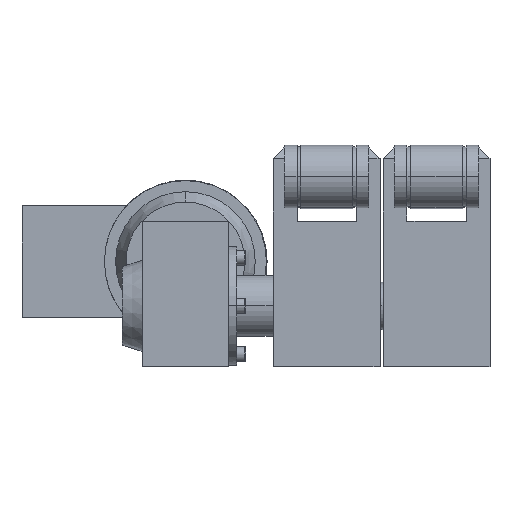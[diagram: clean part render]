
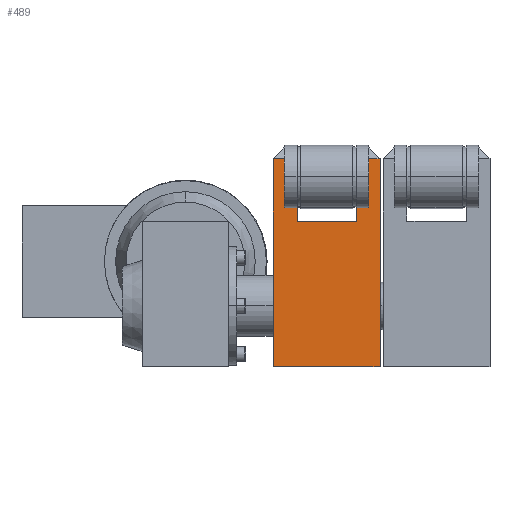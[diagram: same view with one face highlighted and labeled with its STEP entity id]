
A CAD part, top view. The second image highlights one B-rep face of the part: STEP entity #489.
In plain terms, the highlighted planar face has unit normal (0, 0, 1).
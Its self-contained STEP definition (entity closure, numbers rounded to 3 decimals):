
#489=ADVANCED_FACE('',(#1137),#1138,.T.);
#1137=FACE_OUTER_BOUND('',#1946,.T.);
#1138=PLANE('',#1947);
#1946=EDGE_LOOP('',(#3359,#3360,#3361,#3362,#3363,#3364,#3365,#3366,#3367,#3368,#3369,#3370,#3371,#3372));
#1947=AXIS2_PLACEMENT_3D('',#3373,#3374,#3375);
#3359=ORIENTED_EDGE('',*,*,#5446,.F.);
#3360=ORIENTED_EDGE('',*,*,#5447,.F.);
#3361=ORIENTED_EDGE('',*,*,#5448,.F.);
#3362=ORIENTED_EDGE('',*,*,#5449,.T.);
#3363=ORIENTED_EDGE('',*,*,#5450,.F.);
#3364=ORIENTED_EDGE('',*,*,#5451,.F.);
#3365=ORIENTED_EDGE('',*,*,#5452,.F.);
#3366=ORIENTED_EDGE('',*,*,#5453,.T.);
#3367=ORIENTED_EDGE('',*,*,#5454,.T.);
#3368=ORIENTED_EDGE('',*,*,#5439,.T.);
#3369=ORIENTED_EDGE('',*,*,#5455,.F.);
#3370=ORIENTED_EDGE('',*,*,#5456,.T.);
#3371=ORIENTED_EDGE('',*,*,#5457,.T.);
#3372=ORIENTED_EDGE('',*,*,#5458,.T.);
#3373=CARTESIAN_POINT('',(-110.0,-58.0,330.0));
#3374=DIRECTION('',(0.,0.0,1.0));
#3375=DIRECTION('',(0.0,-1.0,0.0));
#5439=EDGE_CURVE('',#6728,#6726,#6729,.T.);
#5446=EDGE_CURVE('',#6740,#6741,#6742,.T.);
#5447=EDGE_CURVE('',#6743,#6740,#6744,.T.);
#5448=EDGE_CURVE('',#6745,#6743,#6746,.T.);
#5449=EDGE_CURVE('',#6745,#6747,#6748,.T.);
#5450=EDGE_CURVE('',#6749,#6747,#6750,.T.);
#5451=EDGE_CURVE('',#6751,#6749,#6752,.T.);
#5452=EDGE_CURVE('',#6753,#6751,#6754,.T.);
#5453=EDGE_CURVE('',#6753,#6755,#6756,.T.);
#5454=EDGE_CURVE('',#6755,#6728,#6757,.T.);
#5455=EDGE_CURVE('',#6758,#6726,#6759,.T.);
#5456=EDGE_CURVE('',#6758,#6760,#6761,.T.);
#5457=EDGE_CURVE('',#6760,#6762,#6763,.T.);
#5458=EDGE_CURVE('',#6762,#6741,#6764,.T.);
#6726=VERTEX_POINT('',#8601);
#6728=VERTEX_POINT('',#8604);
#6729=LINE('',#8605,#8606);
#6740=VERTEX_POINT('',#8620);
#6741=VERTEX_POINT('',#8621);
#6742=CIRCLE('',#8622,4.0);
#6743=VERTEX_POINT('',#8623);
#6744=LINE('',#8624,#8625);
#6745=VERTEX_POINT('',#8626);
#6746=LINE('',#8627,#8628);
#6747=VERTEX_POINT('',#8629);
#6748=LINE('',#8630,#8631);
#6749=VERTEX_POINT('',#8632);
#6750=LINE('',#8633,#8634);
#6751=VERTEX_POINT('',#8635);
#6752=LINE('',#8636,#8637);
#6753=VERTEX_POINT('',#8638);
#6754=LINE('',#8639,#8640);
#6755=VERTEX_POINT('',#8641);
#6756=LINE('',#8642,#8643);
#6757=LINE('',#8644,#8645);
#6758=VERTEX_POINT('',#8646);
#6759=LINE('',#8647,#8648);
#6760=VERTEX_POINT('',#8649);
#6761=LINE('',#8650,#8651);
#6762=VERTEX_POINT('',#8652);
#6763=LINE('',#8653,#8654);
#6764=LINE('',#8655,#8656);
#8601=CARTESIAN_POINT('',(-38.0,12.0,330.0));
#8604=CARTESIAN_POINT('',(-38.0,-128.0,330.0));
#8605=CARTESIAN_POINT('',(-38.0,12.0,330.0));
#8606=VECTOR('',#10585,1.0);
#8620=CARTESIAN_POINT('',(-94.0,-16.0,330.0));
#8621=CARTESIAN_POINT('',(-93.9,-16.889,330.0));
#8622=AXIS2_PLACEMENT_3D('',#10595,#10596,#10597);
#8623=CARTESIAN_POINT('',(-94.0,-4.0,330.0));
#8624=CARTESIAN_POINT('',(-94.0,-34.0,330.0));
#8625=VECTOR('',#10598,1.0);
#8626=CARTESIAN_POINT('',(-93.9,-4.0,330.0));
#8627=CARTESIAN_POINT('',(-100.875,-4.0,330.0));
#8628=VECTOR('',#10599,1.0);
#8629=CARTESIAN_POINT('',(-93.9,4.,330.0));
#8630=CARTESIAN_POINT('',(-93.9,-30.275,330.0));
#8631=VECTOR('',#10600,1.0);
#8632=CARTESIAN_POINT('',(-94.0,4.0,330.0));
#8633=CARTESIAN_POINT('',(-100.875,4.0,330.0));
#8634=VECTOR('',#10601,1.0);
#8635=CARTESIAN_POINT('',(-94.0,12.0,330.0));
#8636=CARTESIAN_POINT('',(-94.0,-24.0,330.0));
#8637=VECTOR('',#10602,1.0);
#8638=CARTESIAN_POINT('',(-110.0,12.0,330.0));
#8639=CARTESIAN_POINT('',(-110.0,12.0,330.0));
#8640=VECTOR('',#10603,1.0);
#8641=CARTESIAN_POINT('',(-110.0,-128.0,330.0));
#8642=CARTESIAN_POINT('',(-110.0,12.0,330.0));
#8643=VECTOR('',#10604,1.0);
#8644=CARTESIAN_POINT('',(-110.0,-128.0,330.0));
#8645=VECTOR('',#10605,1.0);
#8646=CARTESIAN_POINT('',(-53.9,12.0,330.0));
#8647=CARTESIAN_POINT('',(-110.0,12.0,330.0));
#8648=VECTOR('',#10606,1.0);
#8649=CARTESIAN_POINT('',(-53.9,-30.0,330.0));
#8650=CARTESIAN_POINT('',(-53.9,-30.275,330.0));
#8651=VECTOR('',#10607,1.0);
#8652=CARTESIAN_POINT('',(-93.9,-30.0,330.0));
#8653=CARTESIAN_POINT('',(-91.95,-30.0,330.0));
#8654=VECTOR('',#10608,1.0);
#8655=CARTESIAN_POINT('',(-93.9,-30.275,330.0));
#8656=VECTOR('',#10609,1.0);
#10585=DIRECTION('',(0.0,1.0,0.0));
#10595=CARTESIAN_POINT('',(-90.0,-16.0,330.0));
#10596=DIRECTION('',(0.,0.0,1.0));
#10597=DIRECTION('',(1.0,0.0,0.));
#10598=DIRECTION('',(0.0,-1.0,0.0));
#10599=DIRECTION('',(-1.0,0.0,0.));
#10600=DIRECTION('',(0.0,1.0,0.0));
#10601=DIRECTION('',(1.0,0.0,0.));
#10602=DIRECTION('',(0.,-1.0,0.));
#10603=DIRECTION('',(1.0,0.0,0.));
#10604=DIRECTION('',(0.0,-1.0,0.0));
#10605=DIRECTION('',(1.0,0.0,0.));
#10606=DIRECTION('',(1.0,0.0,0.));
#10607=DIRECTION('',(0.0,-1.0,0.0));
#10608=DIRECTION('',(-1.0,0.0,0.));
#10609=DIRECTION('',(0.0,1.0,0.0));
